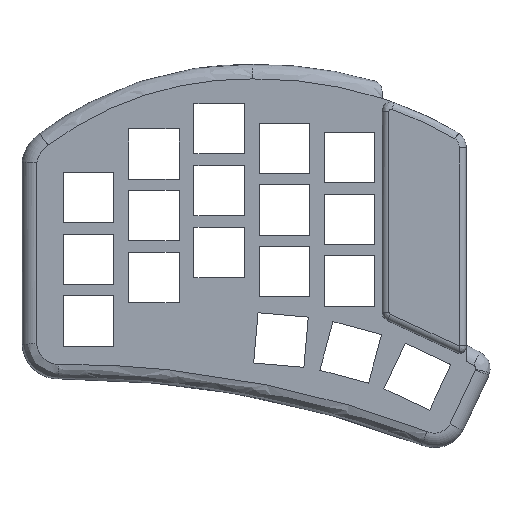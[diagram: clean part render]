
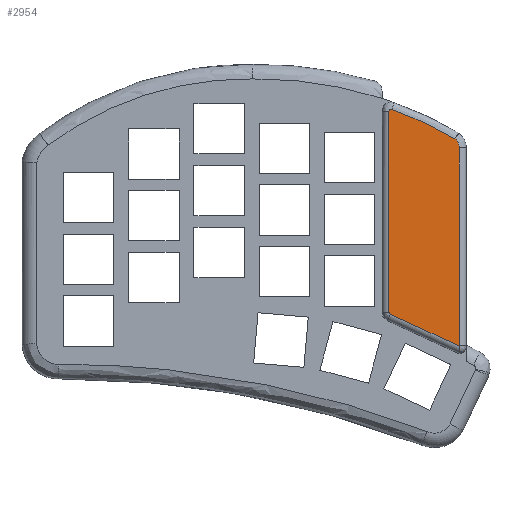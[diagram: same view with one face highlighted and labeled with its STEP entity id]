
A CAD part, top view. The second image highlights one B-rep face of the part: STEP entity #2954.
In plain terms, the highlighted planar face has unit normal (0, 0, 1).
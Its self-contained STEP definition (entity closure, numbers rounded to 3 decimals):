
#93=PLANE('',#3128);
#206=LINE('',#4105,#545);
#207=LINE('',#4109,#546);
#208=LINE('',#4113,#547);
#545=VECTOR('',#3322,10.);
#546=VECTOR('',#3325,10.);
#547=VECTOR('',#3328,10.);
#884=FACE_OUTER_BOUND('',#1044,.T.);
#1044=EDGE_LOOP('',(#2067,#2068,#2069,#2070,#2071,#2072,#2073,#2074));
#1248=B_SPLINE_CURVE_WITH_KNOTS('',3,(#4060,#4061,#4062,#4063,#4064,#4065),
 .UNSPECIFIED.,.F.,.F.,(4,1,1,4),(-0.115,-0.082,
-0.049,0.),.UNSPECIFIED.);
#1251=B_SPLINE_CURVE_WITH_KNOTS('',3,(#4098,#4099,#4100,#4101,#4102,#4103),
 .UNSPECIFIED.,.F.,.F.,(4,2,4),(0.349,2.25,2.269),
 .UNSPECIFIED.);
#1252=B_SPLINE_CURVE_WITH_KNOTS('',3,(#4114,#4115,#4116,#4117,#4118,#4119,
#4120,#4121),.UNSPECIFIED.,.F.,.F.,(4,2,2,4),(0.018,0.037,
0.308,0.308),.UNSPECIFIED.);
#1297=CIRCLE('',#3129,0.709);
#1298=CIRCLE('',#3130,0.135);
#1342=VERTEX_POINT('',#4057);
#1343=VERTEX_POINT('',#4059);
#1347=VERTEX_POINT('',#4097);
#1348=VERTEX_POINT('',#4104);
#1349=VERTEX_POINT('',#4106);
#1350=VERTEX_POINT('',#4108);
#1351=VERTEX_POINT('',#4110);
#1352=VERTEX_POINT('',#4112);
#1624=EDGE_CURVE('',#1342,#1343,#1248,.T.);
#1630=EDGE_CURVE('',#1343,#1347,#1251,.T.);
#1631=EDGE_CURVE('',#1348,#1342,#206,.T.);
#1632=EDGE_CURVE('',#1349,#1348,#1297,.T.);
#1633=EDGE_CURVE('',#1350,#1349,#207,.T.);
#1634=EDGE_CURVE('',#1351,#1350,#1298,.T.);
#1635=EDGE_CURVE('',#1352,#1351,#208,.T.);
#1636=EDGE_CURVE('',#1347,#1352,#1252,.T.);
#2067=ORIENTED_EDGE('',*,*,#1630,.F.);
#2068=ORIENTED_EDGE('',*,*,#1624,.F.);
#2069=ORIENTED_EDGE('',*,*,#1631,.F.);
#2070=ORIENTED_EDGE('',*,*,#1632,.F.);
#2071=ORIENTED_EDGE('',*,*,#1633,.F.);
#2072=ORIENTED_EDGE('',*,*,#1634,.F.);
#2073=ORIENTED_EDGE('',*,*,#1635,.F.);
#2074=ORIENTED_EDGE('',*,*,#1636,.F.);
#2954=ADVANCED_FACE('',(#884),#93,.T.);
#3128=AXIS2_PLACEMENT_3D('',#4096,#3320,#3321);
#3129=AXIS2_PLACEMENT_3D('',#4107,#3323,#3324);
#3130=AXIS2_PLACEMENT_3D('',#4111,#3326,#3327);
#3320=DIRECTION('center_axis',(0.,0.,1.));
#3321=DIRECTION('ref_axis',(1.,0.,0.));
#3322=DIRECTION('',(0.,1.,0.));
#3323=DIRECTION('center_axis',(0.,0.,-1.));
#3324=DIRECTION('ref_axis',(-0.81,-0.586,0.));
#3325=DIRECTION('',(-0.908,0.419,0.));
#3326=DIRECTION('center_axis',(0.,0.,-1.));
#3327=DIRECTION('ref_axis',(0.751,-0.661,0.));
#3328=DIRECTION('',(0.,-1.,0.));
#4057=CARTESIAN_POINT('',(99.465,-10.319,11.));
#4059=CARTESIAN_POINT('',(100.271,-9.755,11.));
#4060=CARTESIAN_POINT('Ctrl Pts',(99.465,-10.319,11.));
#4061=CARTESIAN_POINT('Ctrl Pts',(99.465,-10.209,11.));
#4062=CARTESIAN_POINT('Ctrl Pts',(99.527,-9.99,11.));
#4063=CARTESIAN_POINT('Ctrl Pts',(99.82,-9.718,11.));
#4064=CARTESIAN_POINT('Ctrl Pts',(100.116,-9.699,11.));
#4065=CARTESIAN_POINT('Ctrl Pts',(100.271,-9.755,11.));
#4096=CARTESIAN_POINT('Origin',(109.18,-41.979,11.));
#4097=CARTESIAN_POINT('',(117.64,-17.911,11.));
#4098=CARTESIAN_POINT('Ctrl Pts',(100.271,-9.755,11.));
#4099=CARTESIAN_POINT('Ctrl Pts',(106.228,-11.926,11.));
#4100=CARTESIAN_POINT('Ctrl Pts',(111.993,-14.627,11.));
#4101=CARTESIAN_POINT('Ctrl Pts',(117.527,-17.845,11.));
#4102=CARTESIAN_POINT('Ctrl Pts',(117.584,-17.878,11.));
#4103=CARTESIAN_POINT('Ctrl Pts',(117.64,-17.911,11.));
#4104=CARTESIAN_POINT('',(99.465,-65.858,11.));
#4105=CARTESIAN_POINT('',(99.465,-24.393,11.));
#4106=CARTESIAN_POINT('',(99.861,-66.348,11.));
#4107=CARTESIAN_POINT('Origin',(100.158,-65.704,11.));
#4108=CARTESIAN_POINT('',(118.894,-75.122,11.));
#4109=CARTESIAN_POINT('',(99.071,-65.984,11.));
#4110=CARTESIAN_POINT('',(118.877,-75.047,11.));
#4111=CARTESIAN_POINT('Origin',(118.76,-75.114,11.));
#4112=CARTESIAN_POINT('',(118.877,-20.442,11.));
#4113=CARTESIAN_POINT('',(118.877,-58.414,11.));
#4114=CARTESIAN_POINT('Ctrl Pts',(117.64,-17.911,11.));
#4115=CARTESIAN_POINT('Ctrl Pts',(117.689,-17.953,11.));
#4116=CARTESIAN_POINT('Ctrl Pts',(117.738,-17.996,11.));
#4117=CARTESIAN_POINT('Ctrl Pts',(118.471,-18.628,11.));
#4118=CARTESIAN_POINT('Ctrl Pts',(118.882,-19.534,11.));
#4119=CARTESIAN_POINT('Ctrl Pts',(118.877,-20.438,11.));
#4120=CARTESIAN_POINT('Ctrl Pts',(118.877,-20.44,11.));
#4121=CARTESIAN_POINT('Ctrl Pts',(118.877,-20.442,11.));
